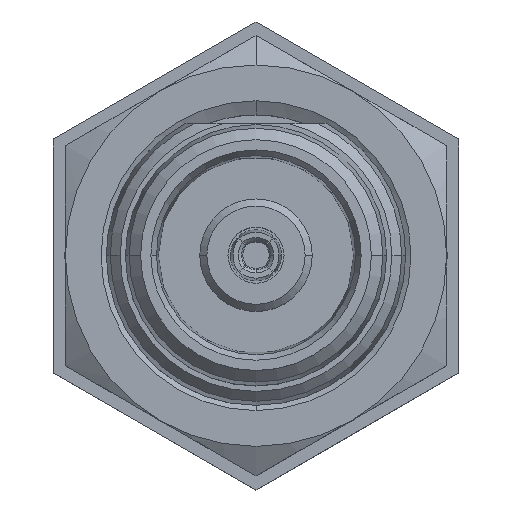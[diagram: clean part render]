
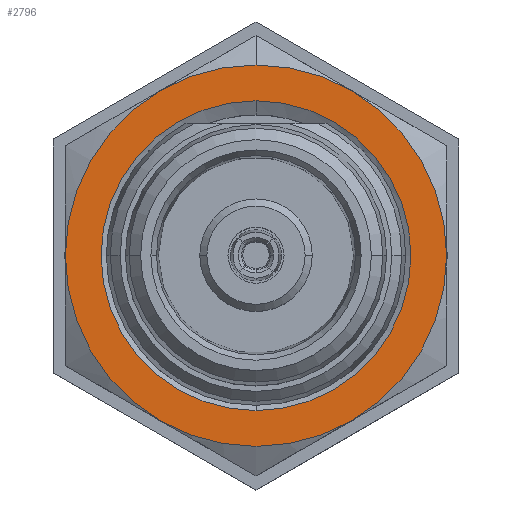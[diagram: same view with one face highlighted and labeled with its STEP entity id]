
A CAD part, top view. The second image highlights one B-rep face of the part: STEP entity #2796.
In plain terms, the highlighted planar face has unit normal (0, 0, 1).
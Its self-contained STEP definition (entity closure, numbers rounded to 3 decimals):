
#232 = AXIS2_PLACEMENT_3D ( 'NONE', #8484, #2947, #9416 ) ;
#495 = EDGE_CURVE ( 'NONE', #2967, #1834, #11313, .T. ) ;
#641 = CIRCLE ( 'NONE', #232, 8. ) ;
#649 = EDGE_CURVE ( 'NONE', #8930, #10224, #4036, .T. ) ;
#802 = CARTESIAN_POINT ( 'NONE',  ( 8., 0., -13.85 ) ) ;
#1033 = DIRECTION ( 'NONE',  ( 0., 0., 1. ) ) ;
#1267 = VERTEX_POINT ( 'NONE', #10836 ) ;
#1441 = DIRECTION ( 'NONE',  ( 0., 0., 1. ) ) ;
#1456 = EDGE_CURVE ( 'NONE', #1267, #8478, #4299, .T. ) ;
#1550 = ORIENTED_EDGE ( 'NONE', *, *, #7139, .T. ) ;
#1554 = AXIS2_PLACEMENT_3D ( 'NONE', #3536, #10009, #4452 ) ;
#1640 = VERTEX_POINT ( 'NONE', #10519 ) ;
#1664 = CARTESIAN_POINT ( 'NONE',  ( 0., 8., -13.85 ) ) ;
#1834 = VERTEX_POINT ( 'NONE', #10031 ) ;
#2535 = PLANE ( 'NONE',  #9404 ) ;
#2547 = CARTESIAN_POINT ( 'NONE',  ( 0., 0., -13.85 ) ) ;
#2572 = ORIENTED_EDGE ( 'NONE', *, *, #1456, .T. ) ;
#2574 = DIRECTION ( 'NONE',  ( 0., 1., 0. ) ) ;
#2682 = CIRCLE ( 'NONE', #5655, 6.5 ) ;
#2796 = ADVANCED_FACE ( 'NONE', ( #4675, #7118 ), #2535, .F. ) ;
#2805 = ORIENTED_EDGE ( 'NONE', *, *, #4623, .T. ) ;
#2870 = ORIENTED_EDGE ( 'NONE', *, *, #8049, .T. ) ;
#2947 = DIRECTION ( 'NONE',  ( 0., 0., 1. ) ) ;
#2967 = VERTEX_POINT ( 'NONE', #8366 ) ;
#3190 = CIRCLE ( 'NONE', #6336, 8. ) ;
#3492 = DIRECTION ( 'NONE',  ( 0., -1., 0. ) ) ;
#3536 = CARTESIAN_POINT ( 'NONE',  ( 0., 0., -13.85 ) ) ;
#3778 = DIRECTION ( 'NONE',  ( 0., 0., 1. ) ) ;
#4036 = CIRCLE ( 'NONE', #9062, 8. ) ;
#4052 = DIRECTION ( 'NONE',  ( 0., 0., 1. ) ) ;
#4096 = CARTESIAN_POINT ( 'NONE',  ( 0., 0., -13.85 ) ) ;
#4299 = CIRCLE ( 'NONE', #7743, 8. ) ;
#4335 = DIRECTION ( 'NONE',  ( 0., 0., 1. ) ) ;
#4452 = DIRECTION ( 'NONE',  ( 0., -1., 0. ) ) ;
#4623 = EDGE_CURVE ( 'NONE', #4913, #8930, #641, .T. ) ;
#4675 = FACE_BOUND ( 'NONE', #4861, .T. ) ;
#4744 = ORIENTED_EDGE ( 'NONE', *, *, #10043, .F. ) ;
#4861 = EDGE_LOOP ( 'NONE', ( #4744, #7535 ) ) ;
#4913 = VERTEX_POINT ( 'NONE', #802 ) ;
#4926 = ORIENTED_EDGE ( 'NONE', *, *, #495, .T. ) ;
#4945 = ORIENTED_EDGE ( 'NONE', *, *, #5793, .T. ) ;
#5006 = DIRECTION ( 'NONE',  ( 0., -1., 0. ) ) ;
#5043 = CARTESIAN_POINT ( 'NONE',  ( 0., 6.5, -13.85 ) ) ;
#5655 = AXIS2_PLACEMENT_3D ( 'NONE', #4096, #10552, #5006 ) ;
#5793 = EDGE_CURVE ( 'NONE', #1834, #1267, #8386, .T. ) ;
#6193 = VERTEX_POINT ( 'NONE', #5043 ) ;
#6336 = AXIS2_PLACEMENT_3D ( 'NONE', #6949, #1441, #7898 ) ;
#6522 = CARTESIAN_POINT ( 'NONE',  ( 0., 0., -13.85 ) ) ;
#6949 = CARTESIAN_POINT ( 'NONE',  ( 0., 0., -13.85 ) ) ;
#7009 = CIRCLE ( 'NONE', #1554, 6.5 ) ;
#7118 = FACE_OUTER_BOUND ( 'NONE', #10149, .T. ) ;
#7127 = CARTESIAN_POINT ( 'NONE',  ( 4., 6.928, -13.85 ) ) ;
#7139 = EDGE_CURVE ( 'NONE', #10224, #2967, #3190, .T. ) ;
#7464 = DIRECTION ( 'NONE',  ( 0., -1., 0. ) ) ;
#7535 = ORIENTED_EDGE ( 'NONE', *, *, #9872, .F. ) ;
#7743 = AXIS2_PLACEMENT_3D ( 'NONE', #9324, #3778, #10240 ) ;
#7898 = DIRECTION ( 'NONE',  ( 0., -1., 0. ) ) ;
#8049 = EDGE_CURVE ( 'NONE', #8478, #4913, #11563, .T. ) ;
#8139 = DIRECTION ( 'NONE',  ( 0., 0., -1. ) ) ;
#8366 = CARTESIAN_POINT ( 'NONE',  ( -4., 6.928, -13.85 ) ) ;
#8386 = CIRCLE ( 'NONE', #11780, 8. ) ;
#8478 = VERTEX_POINT ( 'NONE', #9025 ) ;
#8484 = CARTESIAN_POINT ( 'NONE',  ( 0., 0., -13.85 ) ) ;
#8930 = VERTEX_POINT ( 'NONE', #7127 ) ;
#9025 = CARTESIAN_POINT ( 'NONE',  ( 4., -6.928, -13.85 ) ) ;
#9037 = DIRECTION ( 'NONE',  ( 0., 0., 1. ) ) ;
#9062 = AXIS2_PLACEMENT_3D ( 'NONE', #9587, #4052, #10504 ) ;
#9324 = CARTESIAN_POINT ( 'NONE',  ( 0., 0., -13.85 ) ) ;
#9404 = AXIS2_PLACEMENT_3D ( 'NONE', #1664, #8139, #2574 ) ;
#9416 = DIRECTION ( 'NONE',  ( 0., -1., 0. ) ) ;
#9587 = CARTESIAN_POINT ( 'NONE',  ( 0., 0., -13.85 ) ) ;
#9872 = EDGE_CURVE ( 'NONE', #6193, #1640, #7009, .T. ) ;
#9878 = CARTESIAN_POINT ( 'NONE',  ( 0., 0., -13.85 ) ) ;
#10009 = DIRECTION ( 'NONE',  ( 0., 0., 1. ) ) ;
#10031 = CARTESIAN_POINT ( 'NONE',  ( -8., 0., -13.85 ) ) ;
#10043 = EDGE_CURVE ( 'NONE', #1640, #6193, #2682, .T. ) ;
#10149 = EDGE_LOOP ( 'NONE', ( #2870, #2805, #10710, #1550, #4926, #4945, #2572 ) ) ;
#10224 = VERTEX_POINT ( 'NONE', #10932 ) ;
#10240 = DIRECTION ( 'NONE',  ( 0., -1., 0. ) ) ;
#10504 = DIRECTION ( 'NONE',  ( 0., -1., 0. ) ) ;
#10519 = CARTESIAN_POINT ( 'NONE',  ( 0., -6.5, -13.85 ) ) ;
#10552 = DIRECTION ( 'NONE',  ( 0., 0., 1. ) ) ;
#10710 = ORIENTED_EDGE ( 'NONE', *, *, #649, .T. ) ;
#10788 = DIRECTION ( 'NONE',  ( 0., -1., 0. ) ) ;
#10836 = CARTESIAN_POINT ( 'NONE',  ( -4., -6.928, -13.85 ) ) ;
#10932 = CARTESIAN_POINT ( 'NONE',  ( 0., 8., -13.85 ) ) ;
#11132 = AXIS2_PLACEMENT_3D ( 'NONE', #6522, #1033, #7464 ) ;
#11172 = AXIS2_PLACEMENT_3D ( 'NONE', #9878, #4335, #10788 ) ;
#11313 = CIRCLE ( 'NONE', #11132, 8. ) ;
#11563 = CIRCLE ( 'NONE', #11172, 8. ) ;
#11780 = AXIS2_PLACEMENT_3D ( 'NONE', #2547, #9037, #3492 ) ;
